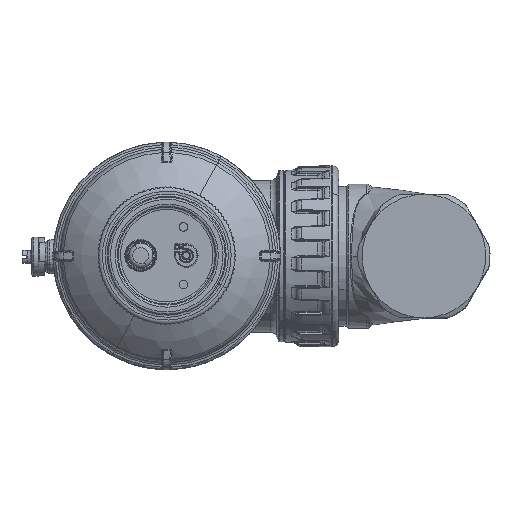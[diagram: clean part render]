
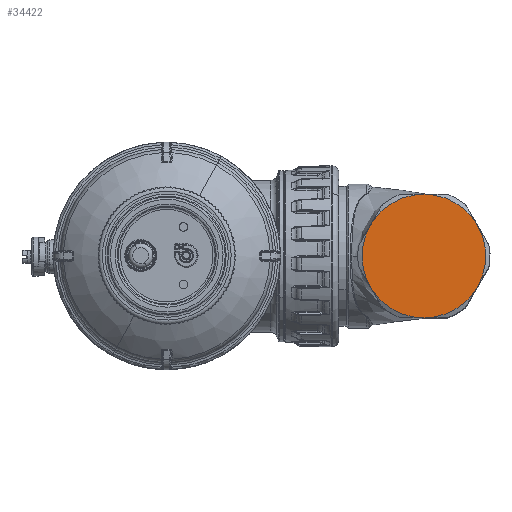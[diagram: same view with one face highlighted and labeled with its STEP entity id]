
A CAD part, top view. The second image highlights one B-rep face of the part: STEP entity #34422.
In plain terms, the highlighted planar face has unit normal (0, 0, 1).
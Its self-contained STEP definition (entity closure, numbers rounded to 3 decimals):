
#25567=CARTESIAN_POINT('Vertex',(118.6,-28.5,70.)) ;
#26309=CARTESIAN_POINT('Vertex',(93.918,-14.25,70.)) ;
#26448=CARTESIAN_POINT('Axis2P3D Location',(118.6,0.,70.)) ;
#26452=CARTESIAN_POINT('Vertex',(93.589,13.664,70.)) ;
#26475=CARTESIAN_POINT('Vertex',(93.918,14.25,70.)) ;
#26478=CARTESIAN_POINT('Axis2P3D Location',(118.6,0.,70.)) ;
#27581=CARTESIAN_POINT('Vertex',(118.6,28.5,70.)) ;
#27711=CARTESIAN_POINT('Axis2P3D Location',(118.6,0.,70.)) ;
#27928=CARTESIAN_POINT('Vertex',(143.282,14.25,70.)) ;
#28715=CARTESIAN_POINT('Axis2P3D Location',(118.6,0.,70.)) ;
#29464=CARTESIAN_POINT('Axis2P3D Location',(118.6,0.,70.)) ;
#29468=CARTESIAN_POINT('Vertex',(143.611,-13.664,70.)) ;
#29498=CARTESIAN_POINT('Vertex',(143.282,-14.25,70.)) ;
#30840=CARTESIAN_POINT('Axis2P3D Location',(118.6,0.,70.)) ;
#32343=CARTESIAN_POINT('Axis2P3D Location',(118.6,0.,70.)) ;
#32357=CARTESIAN_POINT('Axis2P3D Location',(118.6,0.,70.)) ;
#34407=CARTESIAN_POINT('Axis2P3D Location',(147.1,0.,70.)) ;
#26449=DIRECTION('Axis2P3D Direction',(0.,0.,1.)) ;
#26479=DIRECTION('Axis2P3D Direction',(0.,0.,1.)) ;
#27712=DIRECTION('Axis2P3D Direction',(0.,0.,1.)) ;
#28716=DIRECTION('Axis2P3D Direction',(0.,0.,1.)) ;
#29465=DIRECTION('Axis2P3D Direction',(0.,0.,1.)) ;
#30841=DIRECTION('Axis2P3D Direction',(0.,0.,1.)) ;
#32344=DIRECTION('Axis2P3D Direction',(0.,0.,1.)) ;
#32358=DIRECTION('Axis2P3D Direction',(0.,0.,1.)) ;
#34408=DIRECTION('Axis2P3D Direction',(0.,0.,-1.)) ;
#34409=DIRECTION('Axis2P3D XDirection',(1.,0.,0.)) ;
#26450=AXIS2_PLACEMENT_3D('Circle Axis2P3D',#26448,#26449,$) ;
#26480=AXIS2_PLACEMENT_3D('Circle Axis2P3D',#26478,#26479,$) ;
#27713=AXIS2_PLACEMENT_3D('Circle Axis2P3D',#27711,#27712,$) ;
#28717=AXIS2_PLACEMENT_3D('Circle Axis2P3D',#28715,#28716,$) ;
#29466=AXIS2_PLACEMENT_3D('Circle Axis2P3D',#29464,#29465,$) ;
#30842=AXIS2_PLACEMENT_3D('Circle Axis2P3D',#30840,#30841,$) ;
#32345=AXIS2_PLACEMENT_3D('Circle Axis2P3D',#32343,#32344,$) ;
#32359=AXIS2_PLACEMENT_3D('Circle Axis2P3D',#32357,#32358,$) ;
#34410=AXIS2_PLACEMENT_3D('Plane Axis2P3D',#34407,#34408,#34409) ;
#26451=CIRCLE('generated circle',#26450,28.5) ;
#26481=CIRCLE('generated circle',#26480,28.5) ;
#27714=CIRCLE('generated circle',#27713,28.5) ;
#28718=CIRCLE('generated circle',#28717,28.5) ;
#29467=CIRCLE('generated circle',#29466,28.5) ;
#30843=CIRCLE('generated circle',#30842,28.5) ;
#32346=CIRCLE('generated circle',#32345,28.5) ;
#32360=CIRCLE('generated circle',#32359,28.5) ;
#34411=PLANE('',#34410) ;
#26454=EDGE_CURVE('',#26310,#26453,#26451,.F.) ;
#26482=EDGE_CURVE('',#26453,#26476,#26481,.F.) ;
#27715=EDGE_CURVE('',#26476,#27582,#27714,.F.) ;
#28719=EDGE_CURVE('',#27582,#27929,#28718,.F.) ;
#29470=EDGE_CURVE('',#27929,#29469,#29467,.F.) ;
#30844=EDGE_CURVE('',#25568,#26310,#30843,.F.) ;
#32347=EDGE_CURVE('',#29499,#25568,#32346,.F.) ;
#32361=EDGE_CURVE('',#29469,#29499,#32360,.F.) ;
#34413=ORIENTED_EDGE('',*,*,#26454,.F.) ;
#34414=ORIENTED_EDGE('',*,*,#30844,.F.) ;
#34415=ORIENTED_EDGE('',*,*,#32347,.F.) ;
#34416=ORIENTED_EDGE('',*,*,#32361,.F.) ;
#34417=ORIENTED_EDGE('',*,*,#29470,.F.) ;
#34418=ORIENTED_EDGE('',*,*,#28719,.F.) ;
#34419=ORIENTED_EDGE('',*,*,#27715,.F.) ;
#34420=ORIENTED_EDGE('',*,*,#26482,.F.) ;
#34412=EDGE_LOOP('',(#34413,#34414,#34415,#34416,#34417,#34418,#34419,#34420)) ;
#25568=VERTEX_POINT('',#25567) ;
#26310=VERTEX_POINT('',#26309) ;
#26453=VERTEX_POINT('',#26452) ;
#26476=VERTEX_POINT('',#26475) ;
#27582=VERTEX_POINT('',#27581) ;
#27929=VERTEX_POINT('',#27928) ;
#29469=VERTEX_POINT('',#29468) ;
#29499=VERTEX_POINT('',#29498) ;
#34422=ADVANCED_FACE('PartBody',(#34421),#34411,.F.) ;
#34421=FACE_OUTER_BOUND('',#34412,.T.) ;
